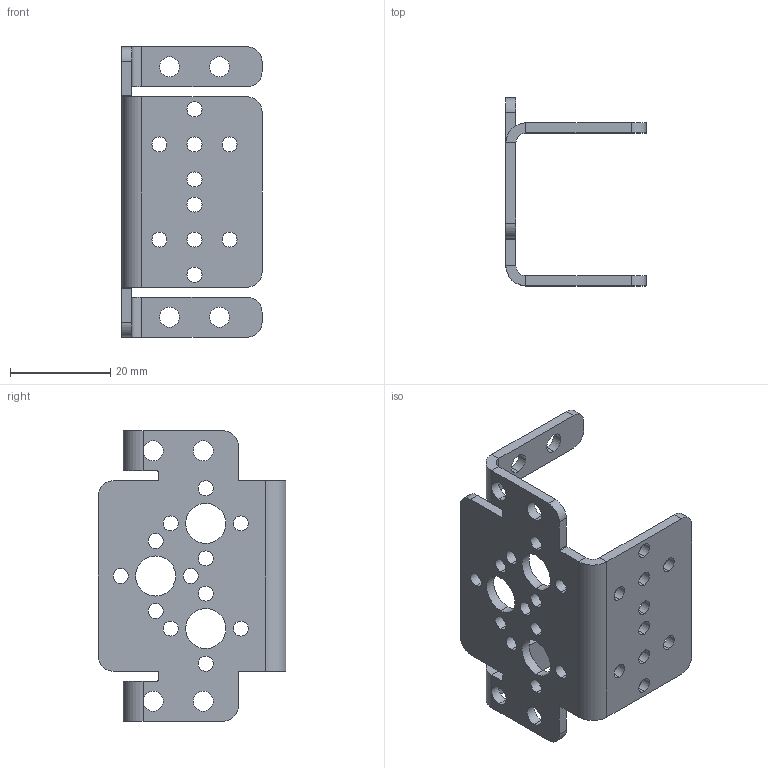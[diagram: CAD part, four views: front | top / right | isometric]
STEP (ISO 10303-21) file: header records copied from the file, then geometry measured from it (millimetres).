
FILE_DESCRIPTION (( 'STEP AP203' ), '1' );
FILE_NAME ('Servo Bracket - U Shaped_Défaut_sldprt.STEP', '2020-06-24T19:49:30', ( '' ), ( '' ), 'SwSTEP 2.0', 'SolidWorks 2020', '' );
FILE_SCHEMA (( 'CONFIG_CONTROL_DESIGN' ));
Length unit declared in the file: millimetre
Products named in the file (1): Servo Bracket - U Shaped_Défaut_sldprt
Bounding box: 28 x 37.49 x 58 mm (x, y, z)
Volume: 5530 mm3; surface area: 7004.3 mm2
Topology: 1 solids, 1 shells, 124 faces, 350 edges, 224 vertices
Faces by surface type: cylinder 88, plane 36
Entity records: 4279 total; most frequent: DIRECTION 780, ORIENTED_EDGE 700, CARTESIAN_POINT 699, EDGE_CURVE 350, AXIS2_PLACEMENT_3D 305, VERTEX_POINT 224, EDGE_LOOP 186, CIRCLE 180
